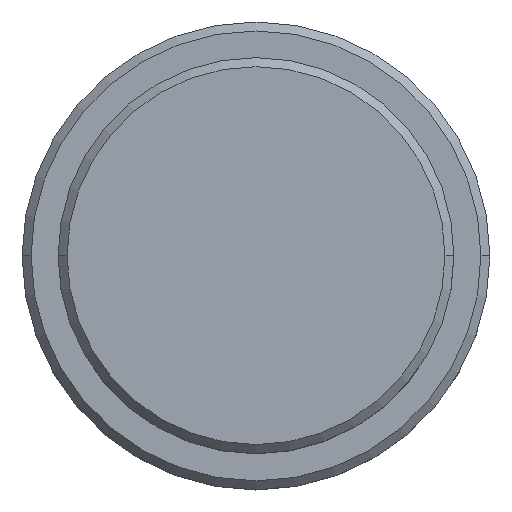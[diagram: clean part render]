
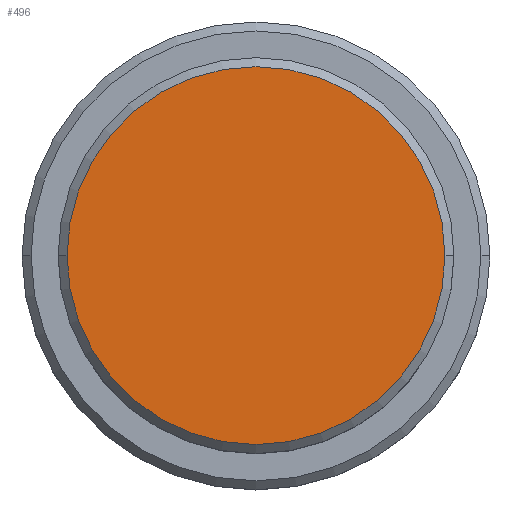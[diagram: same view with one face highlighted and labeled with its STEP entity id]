
A CAD part, top view. The second image highlights one B-rep face of the part: STEP entity #496.
In plain terms, the highlighted planar face has unit normal (0, 0, 1).
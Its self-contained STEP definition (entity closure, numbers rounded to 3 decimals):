
#87 = DIRECTION ( 'NONE',  ( 1., 0., 0. ) ) ;
#274 = DIRECTION ( 'NONE',  ( 1., 0., 0. ) ) ;
#290 = FACE_OUTER_BOUND ( 'NONE', #986, .T. ) ;
#306 = CIRCLE ( 'NONE', #735, 10.5 ) ;
#380 = ORIENTED_EDGE ( 'NONE', *, *, #1098, .T. ) ;
#400 = ORIENTED_EDGE ( 'NONE', *, *, #597, .T. ) ;
#464 = CARTESIAN_POINT ( 'NONE',  ( -10.5, 0., 0. ) ) ;
#496 = ADVANCED_FACE ( 'NONE', ( #290 ), #622, .T. ) ;
#516 = DIRECTION ( 'NONE',  ( 0., 0., 1. ) ) ;
#584 = VERTEX_POINT ( 'NONE', #1180 ) ;
#597 = EDGE_CURVE ( 'NONE', #584, #728, #306, .T. ) ;
#622 = PLANE ( 'NONE',  #1088 ) ;
#670 = DIRECTION ( 'NONE',  ( 0., 0., 1. ) ) ;
#686 = CARTESIAN_POINT ( 'NONE',  ( 0., 0., 0. ) ) ;
#728 = VERTEX_POINT ( 'NONE', #464 ) ;
#735 = AXIS2_PLACEMENT_3D ( 'NONE', #1150, #516, #87 ) ;
#824 = DIRECTION ( 'NONE',  ( 0., 0., 1. ) ) ;
#986 = EDGE_LOOP ( 'NONE', ( #380, #400 ) ) ;
#1088 = AXIS2_PLACEMENT_3D ( 'NONE', #1260, #824, #274 ) ;
#1091 = AXIS2_PLACEMENT_3D ( 'NONE', #686, #670, #1116 ) ;
#1098 = EDGE_CURVE ( 'NONE', #728, #584, #1343, .T. ) ;
#1116 = DIRECTION ( 'NONE',  ( 1., 0., 0. ) ) ;
#1150 = CARTESIAN_POINT ( 'NONE',  ( 0., 0., 0. ) ) ;
#1180 = CARTESIAN_POINT ( 'NONE',  ( 10.5, 0., 0. ) ) ;
#1260 = CARTESIAN_POINT ( 'NONE',  ( 0., 0., 0. ) ) ;
#1343 = CIRCLE ( 'NONE', #1091, 10.5 ) ;
